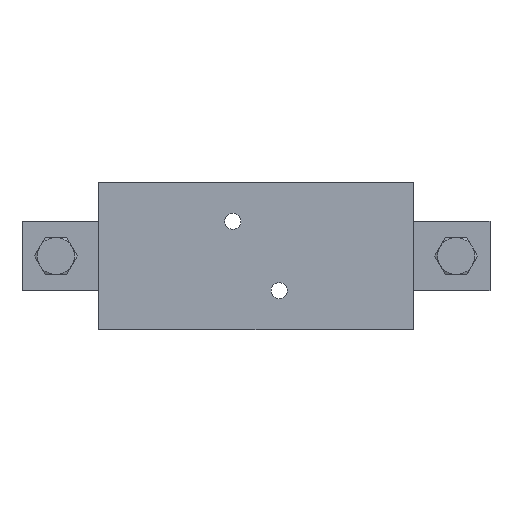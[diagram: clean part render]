
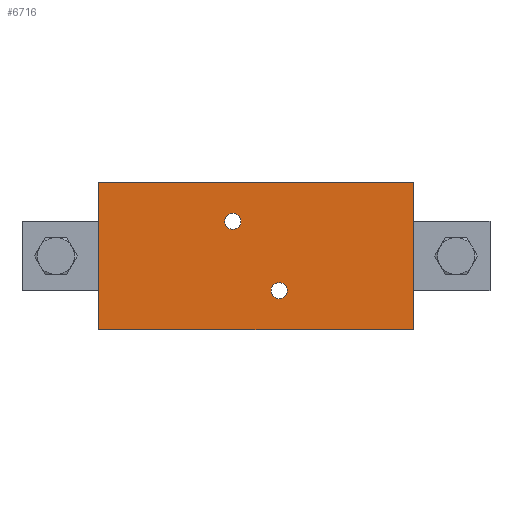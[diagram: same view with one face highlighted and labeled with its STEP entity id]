
A CAD part, left-side view. The second image highlights one B-rep face of the part: STEP entity #6716.
In plain terms, the highlighted planar face has unit normal (-1, 0, 0).
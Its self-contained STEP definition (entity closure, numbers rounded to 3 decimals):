
#38 = ORIENTED_EDGE ( 'NONE', *, *, #7366, .T. ) ;
#119 = VERTEX_POINT ( 'NONE', #358 ) ;
#267 = DIRECTION ( 'NONE',  ( 0., 1., 0. ) ) ;
#345 = VERTEX_POINT ( 'NONE', #2679 ) ;
#358 = CARTESIAN_POINT ( 'NONE',  ( -19.253, -8.459, 25.5 ) ) ;
#521 = CARTESIAN_POINT ( 'NONE',  ( -19.253, -100.709, 0. ) ) ;
#532 = CARTESIAN_POINT ( 'NONE',  ( -19.253, 103.291, 96. ) ) ;
#593 = DIRECTION ( 'NONE',  ( 1., 0., 0. ) ) ;
#710 = VECTOR ( 'NONE', #4220, 1000. ) ;
#772 = LINE ( 'NONE', #5778, #6039 ) ;
#887 = DIRECTION ( 'NONE',  ( 1., 0., 0. ) ) ;
#954 = LINE ( 'NONE', #8475, #710 ) ;
#1028 = VECTOR ( 'NONE', #7590, 1000. ) ;
#1132 = FACE_BOUND ( 'NONE', #3114, .T. ) ;
#1263 = CARTESIAN_POINT ( 'NONE',  ( -19.253, -100.709, 96. ) ) ;
#1310 = AXIS2_PLACEMENT_3D ( 'NONE', #1683, #8659, #267 ) ;
#1472 = ORIENTED_EDGE ( 'NONE', *, *, #4271, .T. ) ;
#1500 = AXIS2_PLACEMENT_3D ( 'NONE', #8919, #593, #5493 ) ;
#1537 = EDGE_LOOP ( 'NONE', ( #1472, #1634 ) ) ;
#1634 = ORIENTED_EDGE ( 'NONE', *, *, #8650, .T. ) ;
#1683 = CARTESIAN_POINT ( 'NONE',  ( -19.253, -13.709, 25.5 ) ) ;
#1877 = EDGE_LOOP ( 'NONE', ( #38, #3714, #5677, #8408 ) ) ;
#2007 = CARTESIAN_POINT ( 'NONE',  ( -19.253, 21.541, 70.5 ) ) ;
#2209 = VERTEX_POINT ( 'NONE', #3183 ) ;
#2234 = LINE ( 'NONE', #521, #1028 ) ;
#2423 = LINE ( 'NONE', #3739, #7673 ) ;
#2467 = DIRECTION ( 'NONE',  ( 1., 0., 0. ) ) ;
#2535 = CARTESIAN_POINT ( 'NONE',  ( -19.253, -13.709, 25.5 ) ) ;
#2679 = CARTESIAN_POINT ( 'NONE',  ( -19.253, -18.959, 25.5 ) ) ;
#2691 = CIRCLE ( 'NONE', #1310, 5.25 ) ;
#2884 = ORIENTED_EDGE ( 'NONE', *, *, #7862, .T. ) ;
#3114 = EDGE_LOOP ( 'NONE', ( #2884, #3718 ) ) ;
#3183 = CARTESIAN_POINT ( 'NONE',  ( -19.253, 103.291, 0. ) ) ;
#3714 = ORIENTED_EDGE ( 'NONE', *, *, #4809, .F. ) ;
#3718 = ORIENTED_EDGE ( 'NONE', *, *, #6941, .T. ) ;
#3739 = CARTESIAN_POINT ( 'NONE',  ( -19.253, 53.291, 96. ) ) ;
#4103 = CIRCLE ( 'NONE', #4773, 5.25 ) ;
#4220 = DIRECTION ( 'NONE',  ( 0., 0., -1. ) ) ;
#4271 = EDGE_CURVE ( 'NONE', #119, #345, #2691, .T. ) ;
#4688 = VERTEX_POINT ( 'NONE', #1263 ) ;
#4739 = VERTEX_POINT ( 'NONE', #6372 ) ;
#4773 = AXIS2_PLACEMENT_3D ( 'NONE', #6451, #887, #5774 ) ;
#4809 = EDGE_CURVE ( 'NONE', #4688, #4739, #954, .T. ) ;
#5095 = FACE_OUTER_BOUND ( 'NONE', #1877, .T. ) ;
#5148 = DIRECTION ( 'NONE',  ( 0., 0., -1. ) ) ;
#5405 = CARTESIAN_POINT ( 'NONE',  ( -19.253, 16.291, 70.5 ) ) ;
#5493 = DIRECTION ( 'NONE',  ( 0., 1., 0. ) ) ;
#5677 = ORIENTED_EDGE ( 'NONE', *, *, #7782, .F. ) ;
#5698 = CIRCLE ( 'NONE', #6232, 5.25 ) ;
#5774 = DIRECTION ( 'NONE',  ( 0., 1., 0. ) ) ;
#5778 = CARTESIAN_POINT ( 'NONE',  ( -19.253, 103.291, 96. ) ) ;
#6039 = VECTOR ( 'NONE', #5148, 1000. ) ;
#6232 = AXIS2_PLACEMENT_3D ( 'NONE', #5405, #2467, #8889 ) ;
#6372 = CARTESIAN_POINT ( 'NONE',  ( -19.253, -100.709, 0. ) ) ;
#6451 = CARTESIAN_POINT ( 'NONE',  ( -19.253, 16.291, 70.5 ) ) ;
#6639 = DIRECTION ( 'NONE',  ( 1., 0., 0. ) ) ;
#6716 = ADVANCED_FACE ( 'NONE', ( #8042, #1132, #5095 ), #7574, .F. ) ;
#6727 = VERTEX_POINT ( 'NONE', #2007 ) ;
#6880 = CIRCLE ( 'NONE', #9078, 5.25 ) ;
#6941 = EDGE_CURVE ( 'NONE', #7760, #6727, #4103, .T. ) ;
#7340 = DIRECTION ( 'NONE',  ( 0., 1., 0. ) ) ;
#7366 = EDGE_CURVE ( 'NONE', #2209, #4739, #2234, .T. ) ;
#7574 = PLANE ( 'NONE',  #1500 ) ;
#7590 = DIRECTION ( 'NONE',  ( 0., -1., 0. ) ) ;
#7673 = VECTOR ( 'NONE', #8625, 1000. ) ;
#7760 = VERTEX_POINT ( 'NONE', #8502 ) ;
#7776 = EDGE_CURVE ( 'NONE', #8024, #2209, #772, .T. ) ;
#7782 = EDGE_CURVE ( 'NONE', #8024, #4688, #2423, .T. ) ;
#7862 = EDGE_CURVE ( 'NONE', #6727, #7760, #5698, .T. ) ;
#8024 = VERTEX_POINT ( 'NONE', #532 ) ;
#8042 = FACE_BOUND ( 'NONE', #1537, .T. ) ;
#8408 = ORIENTED_EDGE ( 'NONE', *, *, #7776, .T. ) ;
#8475 = CARTESIAN_POINT ( 'NONE',  ( -19.253, -100.709, 96. ) ) ;
#8502 = CARTESIAN_POINT ( 'NONE',  ( -19.253, 11.041, 70.5 ) ) ;
#8625 = DIRECTION ( 'NONE',  ( 0., -1., 0. ) ) ;
#8650 = EDGE_CURVE ( 'NONE', #345, #119, #6880, .T. ) ;
#8659 = DIRECTION ( 'NONE',  ( 1., 0., 0. ) ) ;
#8889 = DIRECTION ( 'NONE',  ( 0., 1., 0. ) ) ;
#8919 = CARTESIAN_POINT ( 'NONE',  ( -19.253, -100.709, 96. ) ) ;
#9078 = AXIS2_PLACEMENT_3D ( 'NONE', #2535, #6639, #7340 ) ;
